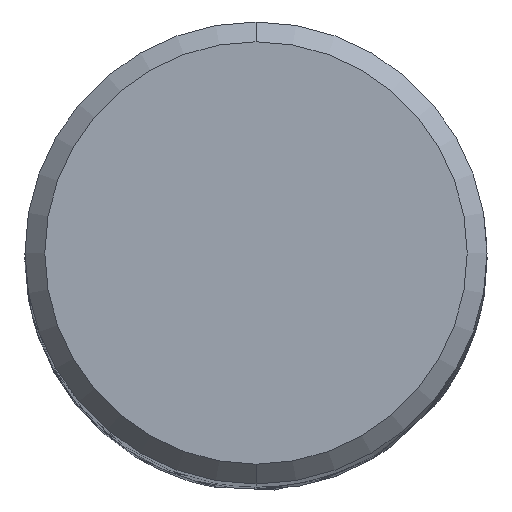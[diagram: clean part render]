
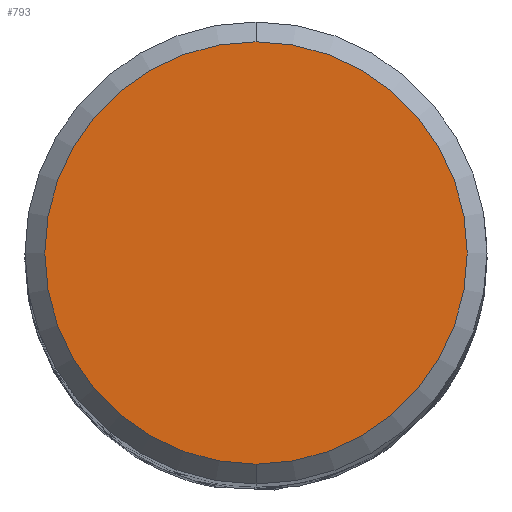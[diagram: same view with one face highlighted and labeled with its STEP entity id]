
A CAD part, top view. The second image highlights one B-rep face of the part: STEP entity #793.
In plain terms, the highlighted planar face has unit normal (0, 0, 1).
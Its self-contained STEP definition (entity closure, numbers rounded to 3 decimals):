
#469=EDGE_CURVE('',#839,#831,#1050,.T.);
#675=EDGE_CURVE('',#831,#839,#1275,.T.);
#793=ADVANCED_FACE('',(#1400),#1401,.T.);
#831=VERTEX_POINT('',#1443);
#839=VERTEX_POINT('',#1452);
#1050=CIRCLE('',#3913,6.4);
#1275=CIRCLE('',#5615,6.4);
#1400=FACE_OUTER_BOUND('',#7148,.T.);
#1401=PLANE('',#7149);
#1443=CARTESIAN_POINT('',(0.0,6.4,0.0));
#1452=CARTESIAN_POINT('',(0.,-6.4,0.0));
#3913=AXIS2_PLACEMENT_3D('',#7606,#7607,#7608);
#5615=AXIS2_PLACEMENT_3D('',#7836,#7837,#7838);
#7148=EDGE_LOOP('',(#7955,#7956));
#7149=AXIS2_PLACEMENT_3D('',#7957,#7958,#7959);
#7606=CARTESIAN_POINT('',(0.0,0.0,0.0));
#7607=DIRECTION('',(0.0,0.0,-1.0));
#7608=DIRECTION('',(0.0,1.0,0.0));
#7836=CARTESIAN_POINT('',(0.0,0.0,0.0));
#7837=DIRECTION('',(0.0,0.0,-1.0));
#7838=DIRECTION('',(0.0,1.0,0.0));
#7955=ORIENTED_EDGE('',*,*,#675,.F.);
#7956=ORIENTED_EDGE('',*,*,#469,.F.);
#7957=CARTESIAN_POINT('',(0.0,3.2,0.0));
#7958=DIRECTION('',(-0.0,0.0,1.0));
#7959=DIRECTION('',(0.0,-1.0,0.0));
